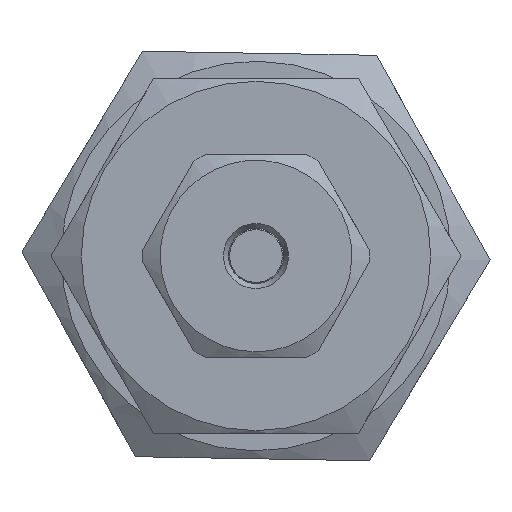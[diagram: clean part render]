
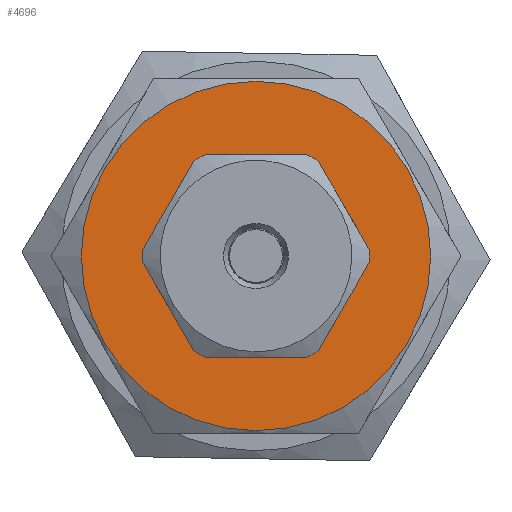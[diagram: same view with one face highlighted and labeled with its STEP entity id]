
A CAD part, left-side view. The second image highlights one B-rep face of the part: STEP entity #4696.
In plain terms, the highlighted planar face has unit normal (-1, 0, 0).
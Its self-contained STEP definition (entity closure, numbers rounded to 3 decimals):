
#4669=CARTESIAN_POINT('',(0.0,2.735,0.0));
#4670=DIRECTION('',(-1.0,0.0,0.0));
#4671=DIRECTION('',(0.0,0.0,1.0));
#4672=AXIS2_PLACEMENT_3D('',#4669,#4670,#4671);
#4673=PLANE('',#4672);
#4674=CARTESIAN_POINT('',(0.0,5.47,0.0));
#4675=VERTEX_POINT('',#4674);
#4676=CARTESIAN_POINT('',(0.,0.,0.0));
#4677=DIRECTION('',(1.0,0.0,0.0));
#4678=DIRECTION('',(0.0,1.0,0.0));
#4679=AXIS2_PLACEMENT_3D('',#4676,#4677,#4678);
#4680=CIRCLE('',#4679,5.47);
#4681=EDGE_CURVE('',#4675,#4675,#4680,.T.);
#4682=ORIENTED_EDGE('',*,*,#4681,.F.);
#4683=EDGE_LOOP('',(#4682));
#4684=FACE_OUTER_BOUND('',#4683,.T.);
#4685=CARTESIAN_POINT('',(0.,-2.45,0.0));
#4686=VERTEX_POINT('',#4685);
#4687=CARTESIAN_POINT('',(0.,0.,0.0));
#4688=DIRECTION('',(1.0,0.0,0.0));
#4689=DIRECTION('',(0.0,-1.0,0.0));
#4690=AXIS2_PLACEMENT_3D('',#4687,#4688,#4689);
#4691=CIRCLE('',#4690,2.45);
#4692=EDGE_CURVE('',#4686,#4686,#4691,.T.);
#4693=ORIENTED_EDGE('',*,*,#4692,.T.);
#4694=EDGE_LOOP('',(#4693));
#4695=FACE_BOUND('',#4694,.T.);
#4696=ADVANCED_FACE('',(#4684,#4695),#4673,.T.);
